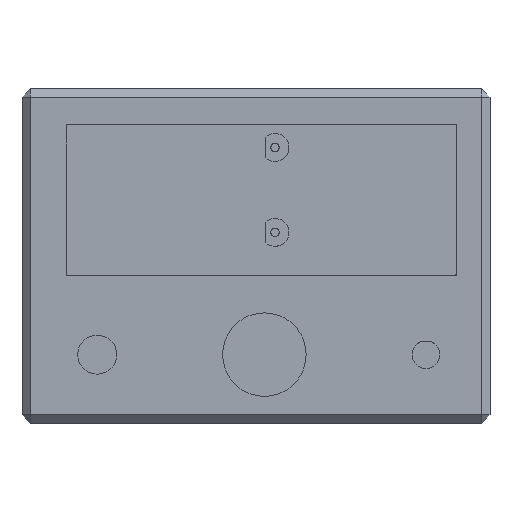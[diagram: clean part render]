
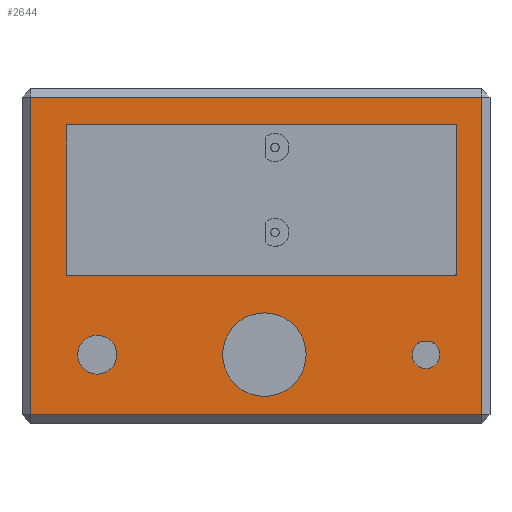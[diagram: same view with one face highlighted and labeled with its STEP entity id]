
A CAD part, top view. The second image highlights one B-rep face of the part: STEP entity #2644.
In plain terms, the highlighted planar face has unit normal (0, 0, 1).
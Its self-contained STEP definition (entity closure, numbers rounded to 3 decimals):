
#73=FACE_BOUND('',#396,.T.);
#74=FACE_BOUND('',#397,.T.);
#75=FACE_BOUND('',#398,.T.);
#76=FACE_BOUND('',#399,.T.);
#128=CIRCLE('',#2850,3.5);
#129=CIRCLE('',#2851,2.5);
#130=CIRCLE('',#2852,7.5);
#222=FACE_OUTER_BOUND('',#395,.T.);
#395=EDGE_LOOP('',(#2026,#2027,#2028,#2029));
#396=EDGE_LOOP('',(#2030,#2031,#2032,#2033));
#397=EDGE_LOOP('',(#2034));
#398=EDGE_LOOP('',(#2035,#2036));
#399=EDGE_LOOP('',(#2037));
#612=LINE('',#4002,#909);
#616=LINE('',#4010,#913);
#617=LINE('',#4013,#914);
#621=LINE('',#4022,#918);
#646=LINE('',#4091,#943);
#647=LINE('',#4093,#944);
#648=LINE('',#4095,#945);
#649=LINE('',#4096,#946);
#650=LINE('',#4101,#947);
#909=VECTOR('',#3242,10.);
#913=VECTOR('',#3248,10.);
#914=VECTOR('',#3251,10.);
#918=VECTOR('',#3261,10.);
#943=VECTOR('',#3308,10.);
#944=VECTOR('',#3309,10.);
#945=VECTOR('',#3310,10.);
#946=VECTOR('',#3311,10.);
#947=VECTOR('',#3314,10.);
#1188=VERTEX_POINT('',#3996);
#1190=VERTEX_POINT('',#4000);
#1193=VERTEX_POINT('',#4008);
#1194=VERTEX_POINT('',#4012);
#1228=VERTEX_POINT('',#4089);
#1229=VERTEX_POINT('',#4090);
#1230=VERTEX_POINT('',#4092);
#1231=VERTEX_POINT('',#4094);
#1232=VERTEX_POINT('',#4097);
#1233=VERTEX_POINT('',#4099);
#1234=VERTEX_POINT('',#4100);
#1235=VERTEX_POINT('',#4103);
#1475=EDGE_CURVE('',#1190,#1188,#612,.T.);
#1479=EDGE_CURVE('',#1190,#1193,#616,.T.);
#1480=EDGE_CURVE('',#1188,#1194,#617,.T.);
#1485=EDGE_CURVE('',#1193,#1194,#621,.T.);
#1519=EDGE_CURVE('',#1228,#1229,#646,.T.);
#1520=EDGE_CURVE('',#1230,#1228,#647,.T.);
#1521=EDGE_CURVE('',#1231,#1230,#648,.T.);
#1522=EDGE_CURVE('',#1229,#1231,#649,.T.);
#1523=EDGE_CURVE('',#1232,#1232,#128,.T.);
#1524=EDGE_CURVE('',#1233,#1234,#650,.T.);
#1525=EDGE_CURVE('',#1234,#1233,#129,.T.);
#1526=EDGE_CURVE('',#1235,#1235,#130,.T.);
#2026=ORIENTED_EDGE('',*,*,#1519,.F.);
#2027=ORIENTED_EDGE('',*,*,#1520,.F.);
#2028=ORIENTED_EDGE('',*,*,#1521,.F.);
#2029=ORIENTED_EDGE('',*,*,#1522,.F.);
#2030=ORIENTED_EDGE('',*,*,#1479,.T.);
#2031=ORIENTED_EDGE('',*,*,#1485,.T.);
#2032=ORIENTED_EDGE('',*,*,#1480,.F.);
#2033=ORIENTED_EDGE('',*,*,#1475,.F.);
#2034=ORIENTED_EDGE('',*,*,#1523,.T.);
#2035=ORIENTED_EDGE('',*,*,#1524,.T.);
#2036=ORIENTED_EDGE('',*,*,#1525,.T.);
#2037=ORIENTED_EDGE('',*,*,#1526,.T.);
#2512=PLANE('',#2849);
#2644=ADVANCED_FACE('',(#222,#73,#74,#75,#76),#2512,.T.);
#2849=AXIS2_PLACEMENT_3D('',#4088,#3306,#3307);
#2850=AXIS2_PLACEMENT_3D('',#4098,#3312,#3313);
#2851=AXIS2_PLACEMENT_3D('',#4102,#3315,#3316);
#2852=AXIS2_PLACEMENT_3D('',#4104,#3317,#3318);
#3242=DIRECTION('',(-1.,0.,0.));
#3248=DIRECTION('',(0.,-1.,0.));
#3251=DIRECTION('',(0.,-1.,0.));
#3261=DIRECTION('',(-1.,0.,0.));
#3306=DIRECTION('center_axis',(0.,0.,1.));
#3307=DIRECTION('ref_axis',(1.,0.,0.));
#3308=DIRECTION('',(0.,-1.,0.));
#3309=DIRECTION('',(1.,0.,0.));
#3310=DIRECTION('',(0.,1.,0.));
#3311=DIRECTION('',(-1.,0.,0.));
#3312=DIRECTION('center_axis',(0.,0.,-1.));
#3313=DIRECTION('ref_axis',(-1.,0.,0.));
#3314=DIRECTION('',(1.,0.,0.));
#3315=DIRECTION('center_axis',(0.,0.,-1.));
#3316=DIRECTION('ref_axis',(1.,0.,0.));
#3317=DIRECTION('center_axis',(0.,0.,-1.));
#3318=DIRECTION('ref_axis',(0.,1.,0.));
#3996=CARTESIAN_POINT('',(8.,16.729,-22.342));
#4000=CARTESIAN_POINT('',(78.,16.729,-22.342));
#4002=CARTESIAN_POINT('',(6.5,16.729,-22.342));
#4008=CARTESIAN_POINT('',(78.,-10.271,-22.342));
#4010=CARTESIAN_POINT('',(78.,-7.771,-22.342));
#4012=CARTESIAN_POINT('',(8.,-10.271,-22.342));
#4013=CARTESIAN_POINT('',(8.,-7.771,-22.342));
#4022=CARTESIAN_POINT('',(58.75,-10.271,-22.342));
#4088=CARTESIAN_POINT('Origin',(42.,-6.771,-22.342));
#4089=CARTESIAN_POINT('',(82.5,21.729,-22.342));
#4090=CARTESIAN_POINT('',(82.5,-35.271,-22.342));
#4091=CARTESIAN_POINT('',(82.5,-21.771,-22.342));
#4092=CARTESIAN_POINT('',(1.5,21.729,-22.342));
#4093=CARTESIAN_POINT('',(63.,21.729,-22.342));
#4094=CARTESIAN_POINT('',(1.5,-35.271,-22.342));
#4095=CARTESIAN_POINT('',(1.5,8.229,-22.342));
#4096=CARTESIAN_POINT('',(21.,-35.271,-22.342));
#4097=CARTESIAN_POINT('',(17.,-24.5,-22.342));
#4098=CARTESIAN_POINT('Origin',(13.5,-24.5,-22.342));
#4099=CARTESIAN_POINT('',(71.735,-22.12,-22.342));
#4100=CARTESIAN_POINT('',(73.265,-22.12,-22.342));
#4101=CARTESIAN_POINT('',(57.633,-22.12,-22.342));
#4102=CARTESIAN_POINT('Origin',(72.5,-24.5,-22.342));
#4103=CARTESIAN_POINT('',(43.5,-32.,-22.342));
#4104=CARTESIAN_POINT('Origin',(43.5,-24.5,-22.342));
